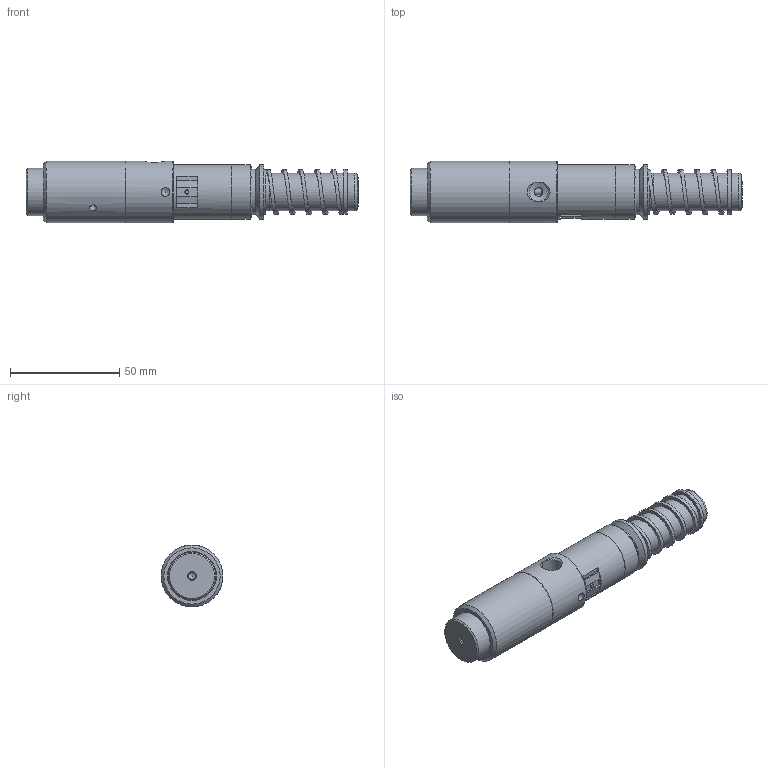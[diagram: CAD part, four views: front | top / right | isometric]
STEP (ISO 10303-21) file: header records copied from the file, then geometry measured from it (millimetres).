
FILE_DESCRIPTION(/* description */ (''),/* implementation_level */ '2;1');
FILE_NAME(/* name */ 'X-valve assembly installed.stp',/* time_stamp */ '2018-12-28T11:02:00-05:00',/* author */ ('twizzler'),/* organization */ (''),/* preprocessor_version */ 'ST-DEVELOPER v16.1',/* originating_system */ 'Autodesk Inventor 2016',/* authorisation */ '');
FILE_SCHEMA (('AUTOMOTIVE_DESIGN { 1 0 10303 214 3 1 1 }'));
Length unit declared in the file: inch
Products named in the file (38): X-valve valve housing; X-valve reg housing; X-valve reg piston; Regulator endcap; Powertube; Level 10 carrier 1; Level 10 carrier backing washer; Level 10 superboltII; Powertube tip; Level 10 carrier shim; Level 10 carrier shim_1; Level 10 carrier shim_2; Powertube bumper; Shutoff bottom; Shutoff top; Shutoff pin; Level 10 bolt spring - demo; Size 08 actual; Size 10 actual; Size 10 actual_1; Size 06 actual; Size 17 actual; Size 12 actual; Regulator poppet o-ring holder; Regulator poppet spring retainer; Size 06 actual_1; Size 06 actual_2; Size 06 actual_3; Size 08 actual_1; Regulator poppet; Regulator poppet base holder; Regulator poppet belleville disk; Regulator poppet o-ring holder_1; Regulator poppet spring retainer_1; X-valve reg piston spring large; X-valve reg piston spring small; Foamie; X-valve assembly installed
Assembly tree (37 placements, depth 2):
  X-valve assembly installed
    X-valve valve housing
    X-valve reg housing
    X-valve reg piston
    Regulator endcap
    Powertube
    Level 10 carrier 1
    Level 10 carrier backing washer
    Level 10 superboltII
    Powertube tip
    Level 10 carrier shim
    Level 10 carrier shim_1
    Level 10 carrier shim_2
    Powertube bumper
    Shutoff bottom
    Shutoff top
    Shutoff pin
    Level 10 bolt spring - demo
    Size 08 actual
    Size 10 actual
    Size 10 actual_1
    Size 06 actual
    Size 17 actual
    Size 12 actual
    Regulator poppet o-ring holder
    Regulator poppet spring retainer
    Size 06 actual_1
    Size 06 actual_2
    Size 06 actual_3
    Size 08 actual_1
    Regulator poppet
    Regulator poppet base holder
    Regulator poppet belleville disk
    Regulator poppet o-ring holder_1
    Regulator poppet spring retainer_1
    X-valve reg piston spring large
    X-valve reg piston spring small
    Foamie
Bounding box: 152.06 x 28.4 x 28.4 mm (x, y, z)
Volume: 52317.5 mm3; surface area: 44600.6 mm2
Topology: 37 solids, 37 shells, 414 faces, 904 edges, 570 vertices
Faces by surface type: cylinder 163, plane 150, cone 71, torus 24, bspline 6
Full cylindrical faces by diameter (mm): 0.381 x1, 0.61 x1, 1.016 x1, 1.204 x1, 1.499 x1, 1.586 x1, 1.6 x1, 1.778 x1, 1.88 x1, 2.159 x1, 2.311 x1, 2.38 x1, 2.489 x4, 2.529 x2, 2.638 x2, 2.785 x2, 2.921 x1, 3.175 x1, 3.226 x2, 3.259 x1, 3.302 x2, 3.668 x1, 3.683 x2, 3.969 x1, 4.064 x3, 4.154 x1, 4.318 x1, 4.699 x1, 4.832 x2, 4.851 x1
Entity records: 14474 total; most frequent: CARTESIAN_POINT 5661, DIRECTION 1901, ORIENTED_EDGE 1238, AXIS2_PLACEMENT_3D 893, EDGE_LOOP 720, EDGE_CURVE 619, VERTEX_POINT 507, ADVANCED_FACE 406
